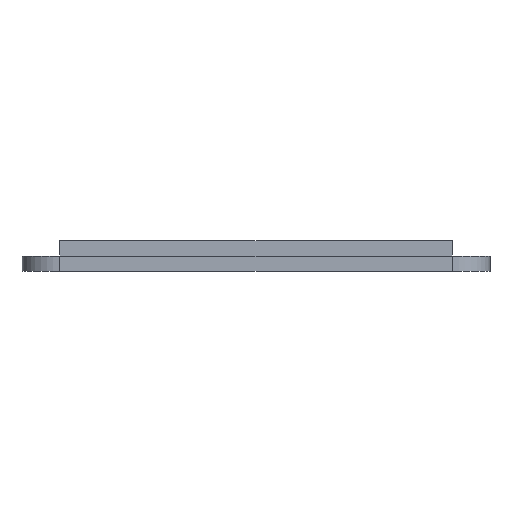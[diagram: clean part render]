
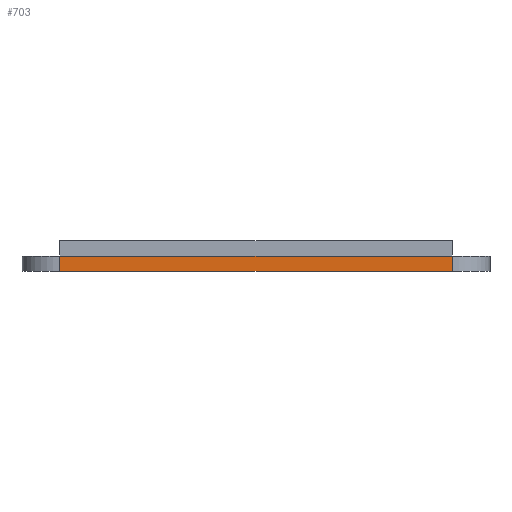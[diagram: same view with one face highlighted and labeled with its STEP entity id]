
A CAD part, front view. The second image highlights one B-rep face of the part: STEP entity #703.
In plain terms, the highlighted planar face has unit normal (0, -1, 0).
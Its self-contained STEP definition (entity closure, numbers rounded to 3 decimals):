
#5 = VERTEX_POINT ( 'NONE', #614 ) ;
#19 = CARTESIAN_POINT ( 'NONE',  ( -26., -31., -2. ) ) ;
#45 = CARTESIAN_POINT ( 'NONE',  ( 26., -31., 0. ) ) ;
#53 = AXIS2_PLACEMENT_3D ( 'NONE', #425, #259, #308 ) ;
#56 = ORIENTED_EDGE ( 'NONE', *, *, #182, .T. ) ;
#78 = VERTEX_POINT ( 'NONE', #307 ) ;
#80 = EDGE_CURVE ( 'NONE', #452, #5, #490, .T. ) ;
#99 = DIRECTION ( 'NONE',  ( 0., 0., 1. ) ) ;
#182 = EDGE_CURVE ( 'NONE', #396, #5, #696, .T. ) ;
#183 = CARTESIAN_POINT ( 'NONE',  ( 26., -31., -2. ) ) ;
#222 = CARTESIAN_POINT ( 'NONE',  ( -26., -31., 0. ) ) ;
#250 = DIRECTION ( 'NONE',  ( -1., 0., 0. ) ) ;
#258 = ORIENTED_EDGE ( 'NONE', *, *, #80, .F. ) ;
#259 = DIRECTION ( 'NONE',  ( 0., 1., 0. ) ) ;
#307 = CARTESIAN_POINT ( 'NONE',  ( 26., -31., 0. ) ) ;
#308 = DIRECTION ( 'NONE',  ( -1., 0., 0. ) ) ;
#380 = VECTOR ( 'NONE', #99, 1000. ) ;
#390 = VECTOR ( 'NONE', #250, 1000. ) ;
#396 = VERTEX_POINT ( 'NONE', #222 ) ;
#425 = CARTESIAN_POINT ( 'NONE',  ( 0., -31., -2. ) ) ;
#427 = VECTOR ( 'NONE', #693, 1000. ) ;
#432 = EDGE_LOOP ( 'NONE', ( #258, #679, #539, #56 ) ) ;
#434 = DIRECTION ( 'NONE',  ( -1., 0., 0. ) ) ;
#452 = VERTEX_POINT ( 'NONE', #183 ) ;
#490 = LINE ( 'NONE', #800, #493 ) ;
#493 = VECTOR ( 'NONE', #434, 1000. ) ;
#510 = EDGE_CURVE ( 'NONE', #78, #396, #670, .T. ) ;
#539 = ORIENTED_EDGE ( 'NONE', *, *, #510, .T. ) ;
#613 = CARTESIAN_POINT ( 'NONE',  ( 0., -31., 0. ) ) ;
#614 = CARTESIAN_POINT ( 'NONE',  ( -26., -31., -2. ) ) ;
#623 = FACE_OUTER_BOUND ( 'NONE', #432, .T. ) ;
#652 = LINE ( 'NONE', #45, #380 ) ;
#670 = LINE ( 'NONE', #613, #390 ) ;
#679 = ORIENTED_EDGE ( 'NONE', *, *, #688, .T. ) ;
#682 = PLANE ( 'NONE',  #53 ) ;
#688 = EDGE_CURVE ( 'NONE', #452, #78, #652, .T. ) ;
#693 = DIRECTION ( 'NONE',  ( 0., 0., -1. ) ) ;
#696 = LINE ( 'NONE', #19, #427 ) ;
#703 = ADVANCED_FACE ( 'NONE', ( #623 ), #682, .F. ) ;
#800 = CARTESIAN_POINT ( 'NONE',  ( 0., -31., -2. ) ) ;
